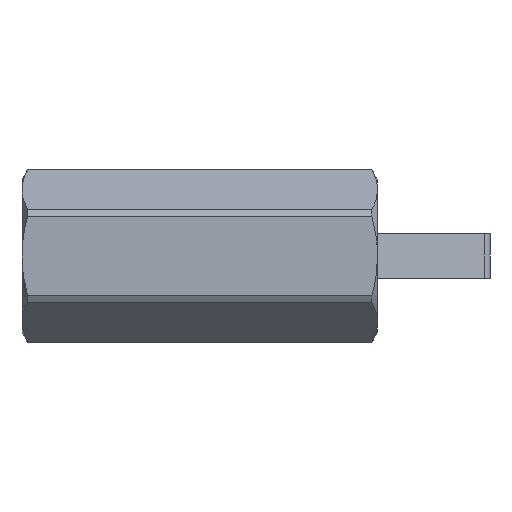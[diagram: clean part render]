
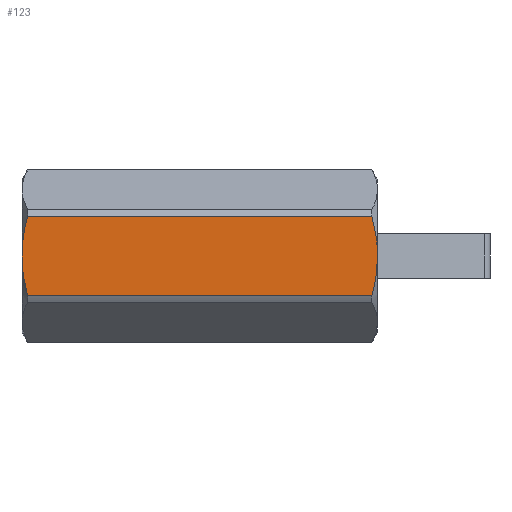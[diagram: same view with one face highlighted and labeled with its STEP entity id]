
A CAD part, front view. The second image highlights one B-rep face of the part: STEP entity #123.
In plain terms, the highlighted planar face has unit normal (0, -1, 0).
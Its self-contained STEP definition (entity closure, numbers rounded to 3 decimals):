
#123=ADVANCED_FACE('',(#298),#299,.T.);
#298=FACE_OUTER_BOUND('',#489,.T.);
#299=PLANE('',#490);
#489=EDGE_LOOP('',(#1113,#1114,#1115,#1116,#1117,#1118));
#490=AXIS2_PLACEMENT_3D('',#1119,#1120,#1121);
#1113=ORIENTED_EDGE('',*,*,#1463,.T.);
#1114=ORIENTED_EDGE('',*,*,#1472,.F.);
#1115=ORIENTED_EDGE('',*,*,#1473,.F.);
#1116=ORIENTED_EDGE('',*,*,#1457,.T.);
#1117=ORIENTED_EDGE('',*,*,#1488,.F.);
#1118=ORIENTED_EDGE('',*,*,#1483,.F.);
#1119=CARTESIAN_POINT('',(-18.0,-8.5,0.));
#1120=DIRECTION('',(0.,-1.0,0.));
#1121=DIRECTION('',(0.,0.,-1.0));
#1457=EDGE_CURVE('',#1820,#1817,#1821,.T.);
#1463=EDGE_CURVE('',#1826,#1830,#1832,.T.);
#1472=EDGE_CURVE('',#1843,#1830,#1845,.T.);
#1473=EDGE_CURVE('',#1820,#1843,#1846,.T.);
#1483=EDGE_CURVE('',#1826,#1858,#1859,.T.);
#1488=EDGE_CURVE('',#1858,#1817,#1865,.T.);
#1817=VERTEX_POINT('',#2518);
#1820=VERTEX_POINT('',#2521);
#1821=LINE('',#2522,#2523);
#1826=VERTEX_POINT('',#2529);
#1830=VERTEX_POINT('',#2534);
#1832=LINE('',#2536,#2537);
#1843=VERTEX_POINT('',#2571);
#1845=(B_SPLINE_CURVE(2,(#2574,#2575,#2576,#2577,#2578),.UNSPECIFIED.,.F.,.F.)B_SPLINE_CURVE_WITH_KNOTS((3,2,3),(0.0,4.984,9.968),.UNSPECIFIED.)RATIONAL_B_SPLINE_CURVE((1.0,1.038,1.0,1.038,1.0))BOUNDED_CURVE()REPRESENTATION_ITEM('')GEOMETRIC_REPRESENTATION_ITEM()CURVE());
#1846=(B_SPLINE_CURVE(2,(#2586,#2587,#2588,#2589,#2590),.UNSPECIFIED.,.F.,.F.)B_SPLINE_CURVE_WITH_KNOTS((3,2,3),(0.0,4.984,9.968),.UNSPECIFIED.)RATIONAL_B_SPLINE_CURVE((1.0,1.038,1.0,1.038,1.0))BOUNDED_CURVE()REPRESENTATION_ITEM('')GEOMETRIC_REPRESENTATION_ITEM()CURVE());
#1858=VERTEX_POINT('',#2652);
#1859=(B_SPLINE_CURVE(2,(#2654,#2655,#2656,#2657,#2658),.UNSPECIFIED.,.F.,.F.)B_SPLINE_CURVE_WITH_KNOTS((3,2,3),(0.0,4.984,9.968),.UNSPECIFIED.)RATIONAL_B_SPLINE_CURVE((1.0,1.038,1.0,1.038,1.0))BOUNDED_CURVE()REPRESENTATION_ITEM('')GEOMETRIC_REPRESENTATION_ITEM()CURVE());
#1865=(B_SPLINE_CURVE(2,(#2693,#2694,#2695,#2696,#2697),.UNSPECIFIED.,.F.,.F.)B_SPLINE_CURVE_WITH_KNOTS((3,2,3),(0.0,4.984,9.968),.UNSPECIFIED.)RATIONAL_B_SPLINE_CURVE((1.0,1.038,1.0,1.038,1.0))BOUNDED_CURVE()REPRESENTATION_ITEM('')GEOMETRIC_REPRESENTATION_ITEM()CURVE());
#2518=CARTESIAN_POINT('',(21.875,-8.5,-4.424));
#2521=CARTESIAN_POINT('',(-16.375,-8.5,-4.424));
#2522=CARTESIAN_POINT('',(2.75,-8.5,-4.424));
#2523=VECTOR('',#3163,1.0);
#2529=CARTESIAN_POINT('',(21.875,-8.5,4.424));
#2534=CARTESIAN_POINT('',(-16.375,-8.5,4.424));
#2536=CARTESIAN_POINT('',(2.75,-8.5,4.424));
#2537=VECTOR('',#3175,1.0);
#2571=CARTESIAN_POINT('',(-17.0,-8.5,0.));
#2574=CARTESIAN_POINT('',(-16.239,-8.5,-4.913));
#2575=CARTESIAN_POINT('',(-17.0,-8.5,-2.28));
#2576=CARTESIAN_POINT('',(-17.0,-8.5,0.));
#2577=CARTESIAN_POINT('',(-17.0,-8.5,2.28));
#2578=CARTESIAN_POINT('',(-16.239,-8.5,4.913));
#2586=CARTESIAN_POINT('',(-16.239,-8.5,-4.913));
#2587=CARTESIAN_POINT('',(-17.0,-8.5,-2.28));
#2588=CARTESIAN_POINT('',(-17.0,-8.5,0.));
#2589=CARTESIAN_POINT('',(-17.0,-8.5,2.28));
#2590=CARTESIAN_POINT('',(-16.239,-8.5,4.913));
#2652=CARTESIAN_POINT('',(22.5,-8.5,0.));
#2654=CARTESIAN_POINT('',(21.739,-8.5,4.913));
#2655=CARTESIAN_POINT('',(22.5,-8.5,2.28));
#2656=CARTESIAN_POINT('',(22.5,-8.5,0.));
#2657=CARTESIAN_POINT('',(22.5,-8.5,-2.28));
#2658=CARTESIAN_POINT('',(21.739,-8.5,-4.913));
#2693=CARTESIAN_POINT('',(21.739,-8.5,4.913));
#2694=CARTESIAN_POINT('',(22.5,-8.5,2.28));
#2695=CARTESIAN_POINT('',(22.5,-8.5,0.));
#2696=CARTESIAN_POINT('',(22.5,-8.5,-2.28));
#2697=CARTESIAN_POINT('',(21.739,-8.5,-4.913));
#3163=DIRECTION('',(1.0,0.,0.));
#3175=DIRECTION('',(-1.0,0.,0.));
